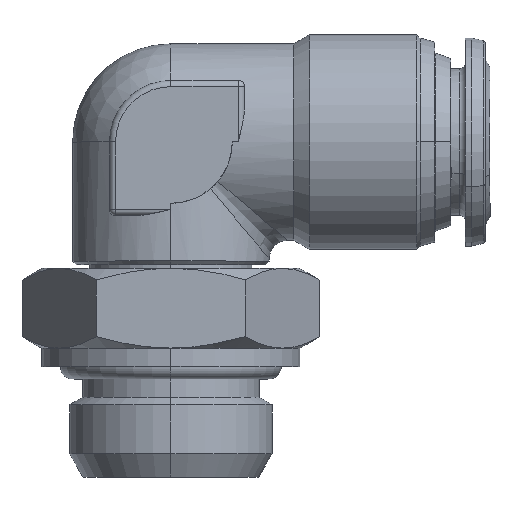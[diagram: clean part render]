
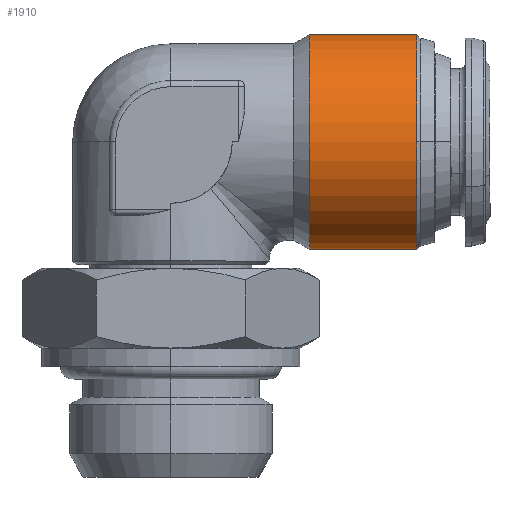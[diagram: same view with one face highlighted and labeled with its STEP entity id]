
A CAD part, top view. The second image highlights one B-rep face of the part: STEP entity #1910.
In plain terms, the highlighted cylindrical face has radius 8.75 mm (diameter 17.5 mm), a partial arc.
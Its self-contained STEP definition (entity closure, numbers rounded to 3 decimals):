
#81 = FACE_OUTER_BOUND ( 'NONE', #2996, .T. ) ;
#89 = CYLINDRICAL_SURFACE ( 'NONE', #4730, 8.75 ) ;
#455 = CIRCLE ( 'NONE', #5093, 8.75 ) ;
#474 = CIRCLE ( 'NONE', #5101, 8.75 ) ;
#493 = LINE ( 'NONE', #2054, #495 ) ;
#495 = VECTOR ( 'NONE', #2066, 1000. ) ;
#497 = CIRCLE ( 'NONE', #5103, 8.75 ) ;
#498 = LINE ( 'NONE', #2051, #500 ) ;
#500 = VECTOR ( 'NONE', #2055, 1000. ) ;
#634 = EDGE_CURVE ( 'NONE', #3091, #3087, #455, .T. ) ;
#646 = EDGE_CURVE ( 'NONE', #3070, #3069, #474, .T. ) ;
#665 = EDGE_CURVE ( 'NONE', #3069, #3063, #493, .T. ) ;
#666 = EDGE_CURVE ( 'NONE', #3063, #3091, #497, .T. ) ;
#667 = EDGE_CURVE ( 'NONE', #3070, #3087, #498, .T. ) ;
#1743 = ORIENTED_EDGE ( 'NONE', *, *, #666, .T. ) ;
#1788 = ORIENTED_EDGE ( 'NONE', *, *, #665, .T. ) ;
#1799 = ORIENTED_EDGE ( 'NONE', *, *, #667, .F. ) ;
#1801 = ORIENTED_EDGE ( 'NONE', *, *, #634, .T. ) ;
#1805 = ORIENTED_EDGE ( 'NONE', *, *, #646, .T. ) ;
#1910 = ADVANCED_FACE ( 'NONE', ( #81 ), #89, .T. ) ;
#1984 = CARTESIAN_POINT ( 'NONE',  ( 11.299, 22.4, 0. ) ) ;
#1985 = DIRECTION ( 'NONE',  ( 1., 0., 0. ) ) ;
#1986 = DIRECTION ( 'NONE',  ( 0., 1., 0. ) ) ;
#2051 = CARTESIAN_POINT ( 'NONE',  ( 22.4, 31.15, 0. ) ) ;
#2054 = CARTESIAN_POINT ( 'NONE',  ( 22.4, 13.65, 0. ) ) ;
#2055 = DIRECTION ( 'NONE',  ( 1., 0., 0. ) ) ;
#2066 = DIRECTION ( 'NONE',  ( 1., 0., 0. ) ) ;
#2068 = CARTESIAN_POINT ( 'NONE',  ( 20.022, 22.4, 0. ) ) ;
#2069 = DIRECTION ( 'NONE',  ( -1., 0., 0. ) ) ;
#2070 = DIRECTION ( 'NONE',  ( 0., 0., 1. ) ) ;
#2374 = CARTESIAN_POINT ( 'NONE',  ( 20.022, 22.4, 0. ) ) ;
#2375 = DIRECTION ( 'NONE',  ( -1., 0., 0. ) ) ;
#2376 = DIRECTION ( 'NONE',  ( 0., 0., 1. ) ) ;
#2996 = EDGE_LOOP ( 'NONE', ( #1805, #1788, #1743, #1801, #1799 ) ) ;
#3063 = VERTEX_POINT ( 'NONE', #3783 ) ;
#3069 = VERTEX_POINT ( 'NONE', #3802 ) ;
#3070 = VERTEX_POINT ( 'NONE', #3779 ) ;
#3087 = VERTEX_POINT ( 'NONE', #3819 ) ;
#3091 = VERTEX_POINT ( 'NONE', #3823 ) ;
#3779 = CARTESIAN_POINT ( 'NONE',  ( 11.299, 31.15, 0. ) ) ;
#3783 = CARTESIAN_POINT ( 'NONE',  ( 20.022, 13.65, 0. ) ) ;
#3802 = CARTESIAN_POINT ( 'NONE',  ( 11.299, 13.65, 0. ) ) ;
#3819 = CARTESIAN_POINT ( 'NONE',  ( 20.022, 31.15, 0. ) ) ;
#3823 = CARTESIAN_POINT ( 'NONE',  ( 20.022, 22.4, 8.75 ) ) ;
#4730 = AXIS2_PLACEMENT_3D ( 'NONE', #5927, #5928, #5936 ) ;
#5093 = AXIS2_PLACEMENT_3D ( 'NONE', #2374, #2375, #2376 ) ;
#5101 = AXIS2_PLACEMENT_3D ( 'NONE', #1984, #1985, #1986 ) ;
#5103 = AXIS2_PLACEMENT_3D ( 'NONE', #2068, #2069, #2070 ) ;
#5927 = CARTESIAN_POINT ( 'NONE',  ( 22.4, 22.4, 0. ) ) ;
#5928 = DIRECTION ( 'NONE',  ( 1., 0., 0. ) ) ;
#5936 = DIRECTION ( 'NONE',  ( 0., 1., 0. ) ) ;
